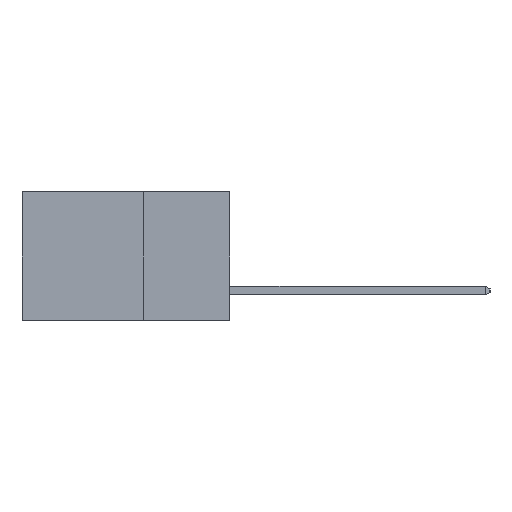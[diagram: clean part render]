
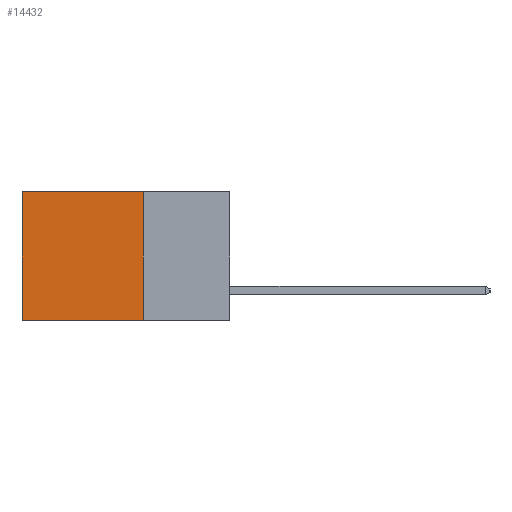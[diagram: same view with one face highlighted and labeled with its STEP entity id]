
A CAD part, left-side view. The second image highlights one B-rep face of the part: STEP entity #14432.
In plain terms, the highlighted planar face has unit normal (-1, 0, 0).
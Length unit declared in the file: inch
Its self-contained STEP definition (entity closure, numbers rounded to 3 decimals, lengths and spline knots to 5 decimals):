
#104 = LINE ( 'NONE', #10304, #5980 ) ;
#291 = VERTEX_POINT ( 'NONE', #4906 ) ;
#1870 = VECTOR ( 'NONE', #6592, 39.37008 ) ;
#2237 = LINE ( 'NONE', #6692, #1870 ) ;
#2945 = FACE_OUTER_BOUND ( 'NONE', #10890, .T. ) ;
#3256 = VECTOR ( 'NONE', #14757, 39.37008 ) ;
#3271 = VECTOR ( 'NONE', #6358, 39.37008 ) ;
#3866 = EDGE_CURVE ( 'NONE', #5257, #291, #15838, .T. ) ;
#4176 = VERTEX_POINT ( 'NONE', #15805 ) ;
#4320 = EDGE_CURVE ( 'NONE', #13357, #4176, #7026, .T. ) ;
#4345 = ORIENTED_EDGE ( 'NONE', *, *, #3866, .T. ) ;
#4826 = DIRECTION ( 'NONE',  ( 0., 0., -1. ) ) ;
#4906 = CARTESIAN_POINT ( 'NONE',  ( 0.2615, 0.6, -0.37 ) ) ;
#5046 = EDGE_CURVE ( 'NONE', #13357, #5257, #104, .T. ) ;
#5257 = VERTEX_POINT ( 'NONE', #8375 ) ;
#5509 = EDGE_CURVE ( 'NONE', #4176, #291, #2237, .T. ) ;
#5980 = VECTOR ( 'NONE', #10194, 39.37008 ) ;
#6284 = CARTESIAN_POINT ( 'NONE',  ( 0.2615, 0.6, -0.37 ) ) ;
#6358 = DIRECTION ( 'NONE',  ( 0., 0., -1. ) ) ;
#6592 = DIRECTION ( 'NONE',  ( 0., 1., 0. ) ) ;
#6692 = CARTESIAN_POINT ( 'NONE',  ( 0.2615, 0.25, -0.37 ) ) ;
#7026 = LINE ( 'NONE', #14998, #3256 ) ;
#7643 = ORIENTED_EDGE ( 'NONE', *, *, #5046, .T. ) ;
#7767 = ORIENTED_EDGE ( 'NONE', *, *, #4320, .F. ) ;
#8375 = CARTESIAN_POINT ( 'NONE',  ( 0.2615, 0.6, 0. ) ) ;
#9742 = PLANE ( 'NONE',  #13134 ) ;
#10194 = DIRECTION ( 'NONE',  ( 0., 1., 0. ) ) ;
#10304 = CARTESIAN_POINT ( 'NONE',  ( 0.2615, 0.25, 0. ) ) ;
#10710 = ORIENTED_EDGE ( 'NONE', *, *, #5509, .F. ) ;
#10890 = EDGE_LOOP ( 'NONE', ( #4345, #10710, #7767, #7643 ) ) ;
#10941 = CARTESIAN_POINT ( 'NONE',  ( 0.2615, 0.25, -0.37 ) ) ;
#11181 = CARTESIAN_POINT ( 'NONE',  ( 0.2615, 0.25, 0. ) ) ;
#12114 = DIRECTION ( 'NONE',  ( 1., 0., 0. ) ) ;
#13134 = AXIS2_PLACEMENT_3D ( 'NONE', #10941, #12114, #4826 ) ;
#13357 = VERTEX_POINT ( 'NONE', #11181 ) ;
#14432 = ADVANCED_FACE ( 'NONE', ( #2945 ), #9742, .F. ) ;
#14757 = DIRECTION ( 'NONE',  ( 0., 0., -1. ) ) ;
#14998 = CARTESIAN_POINT ( 'NONE',  ( 0.2615, 0.25, -0.37 ) ) ;
#15805 = CARTESIAN_POINT ( 'NONE',  ( 0.2615, 0.25, -0.37 ) ) ;
#15838 = LINE ( 'NONE', #6284, #3271 ) ;
